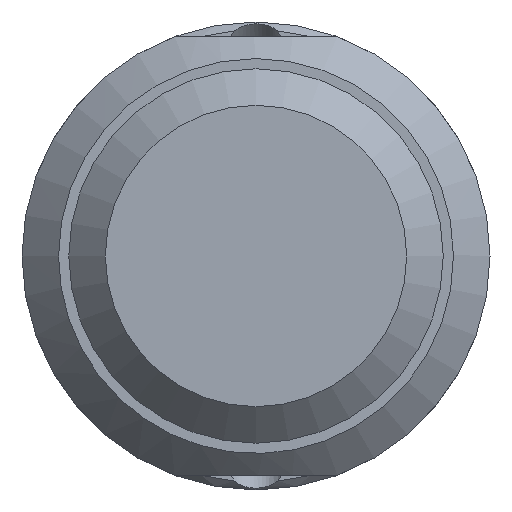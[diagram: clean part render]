
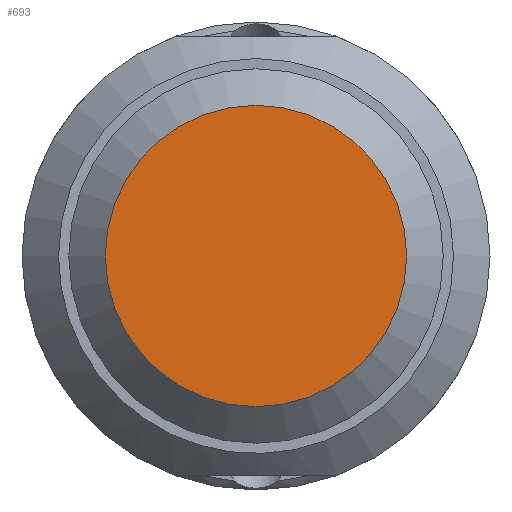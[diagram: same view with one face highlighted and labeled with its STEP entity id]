
A CAD part, left-side view. The second image highlights one B-rep face of the part: STEP entity #693.
In plain terms, the highlighted planar face has unit normal (-1, 0, 0).
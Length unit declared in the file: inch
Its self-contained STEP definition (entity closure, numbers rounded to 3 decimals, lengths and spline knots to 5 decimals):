
#74=PLANE($,#788);
#106=FACE_OUTER_BOUND($,#156,.T.);
#156=EDGE_LOOP($,(#541));
#226=CIRCLE($,#786,0.06438);
#327=VERTEX_POINT($,#1388);
#417=EDGE_CURVE($,#327,#327,#226,.T.);
#541=ORIENTED_EDGE($,*,*,#417,.F.);
#693=ADVANCED_FACE($,(#106),#74,.T.);
#786=AXIS2_PLACEMENT_3D($,#1389,#958,#959);
#788=AXIS2_PLACEMENT_3D($,#1392,#962,#963);
#958=DIRECTION('center_axis',(1.,0.,0.));
#959=DIRECTION('ref_axis',(0.,-1.,0.));
#962=DIRECTION('center_axis',(-1.,0.,0.));
#963=DIRECTION('ref_axis',(0.,0.,1.));
#1388=CARTESIAN_POINT('',(0.,0.06438,0.));
#1389=CARTESIAN_POINT('Origin',(0.,0.,
0.));
#1392=CARTESIAN_POINT('Origin',(0.,0.08,0.));
